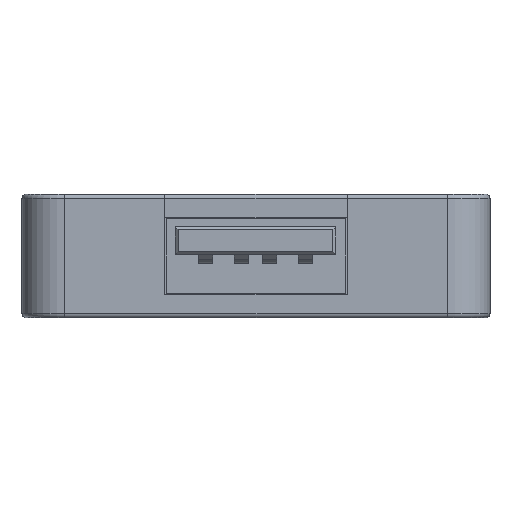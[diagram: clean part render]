
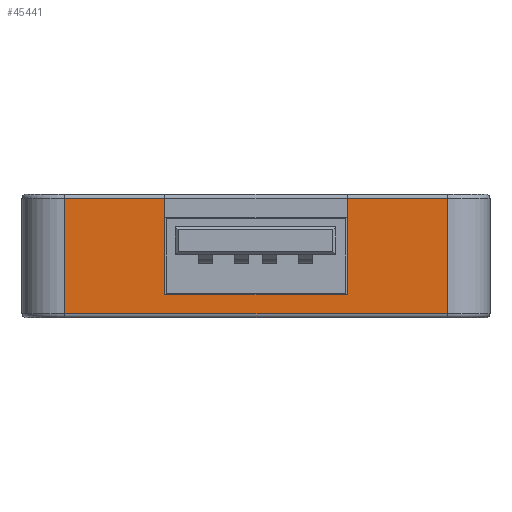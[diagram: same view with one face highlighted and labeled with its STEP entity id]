
A CAD part, left-side view. The second image highlights one B-rep face of the part: STEP entity #45441.
In plain terms, the highlighted planar face has unit normal (-1, 0, 0).
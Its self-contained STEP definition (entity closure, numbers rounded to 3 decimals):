
#6565=FACE_OUTER_BOUND('',#9393,.T.);
#9393=EDGE_LOOP('',(#40538,#40539,#40540,#40541,#40542,#40543,#40544,#40545));
#13763=LINE('',#78132,#18348);
#13767=LINE('',#78153,#18352);
#13777=LINE('',#78187,#18362);
#13784=LINE('',#78230,#18369);
#13785=LINE('',#78232,#18370);
#13793=LINE('',#78248,#18378);
#13839=LINE('',#78363,#18424);
#13840=LINE('',#78364,#18425);
#18348=VECTOR('',#62668,10.);
#18352=VECTOR('',#62694,10.);
#18362=VECTOR('',#62726,10.);
#18369=VECTOR('',#62779,10.);
#18370=VECTOR('',#62782,10.);
#18378=VECTOR('',#62796,10.);
#18424=VECTOR('',#62922,10.);
#18425=VECTOR('',#62923,10.);
#22340=VERTEX_POINT('',#78122);
#22342=VERTEX_POINT('',#78128);
#22349=VERTEX_POINT('',#78151);
#22362=VERTEX_POINT('',#78185);
#22372=VERTEX_POINT('',#78220);
#22374=VERTEX_POINT('',#78226);
#22380=VERTEX_POINT('',#78246);
#22409=VERTEX_POINT('',#78362);
#28382=EDGE_CURVE('',#22340,#22342,#13763,.T.);
#28393=EDGE_CURVE('',#22340,#22349,#13767,.T.);
#28409=EDGE_CURVE('',#22362,#22349,#13777,.T.);
#28431=EDGE_CURVE('',#22372,#22374,#13784,.T.);
#28432=EDGE_CURVE('',#22342,#22372,#13785,.T.);
#28440=EDGE_CURVE('',#22362,#22380,#13793,.T.);
#28496=EDGE_CURVE('',#22380,#22409,#13839,.T.);
#28497=EDGE_CURVE('',#22409,#22374,#13840,.T.);
#40538=ORIENTED_EDGE('',*,*,#28382,.F.);
#40539=ORIENTED_EDGE('',*,*,#28393,.T.);
#40540=ORIENTED_EDGE('',*,*,#28409,.F.);
#40541=ORIENTED_EDGE('',*,*,#28440,.T.);
#40542=ORIENTED_EDGE('',*,*,#28496,.T.);
#40543=ORIENTED_EDGE('',*,*,#28497,.T.);
#40544=ORIENTED_EDGE('',*,*,#28431,.F.);
#40545=ORIENTED_EDGE('',*,*,#28432,.F.);
#42875=PLANE('',#50412);
#45441=ADVANCED_FACE('',(#6565),#42875,.T.);
#50412=AXIS2_PLACEMENT_3D('',#78361,#62920,#62921);
#62668=DIRECTION('',(0.,1.,0.));
#62694=DIRECTION('',(0.,0.,1.));
#62726=DIRECTION('',(0.,-1.,0.));
#62779=DIRECTION('',(0.,-1.,0.));
#62782=DIRECTION('',(0.,0.,1.));
#62796=DIRECTION('',(0.,0.,-1.));
#62920=DIRECTION('center_axis',(-1.,0.,0.));
#62921=DIRECTION('ref_axis',(0.,-1.,0.));
#62922=DIRECTION('',(0.,1.,0.));
#62923=DIRECTION('',(0.,0.,1.));
#78122=CARTESIAN_POINT('',(72.2,-113.5,-3.12));
#78128=CARTESIAN_POINT('',(72.2,-86.5,-3.12));
#78132=CARTESIAN_POINT('',(72.2,-107.75,-3.12));
#78151=CARTESIAN_POINT('',(72.2,-113.5,5.));
#78153=CARTESIAN_POINT('',(72.2,-113.5,-3.42));
#78185=CARTESIAN_POINT('',(72.2,-106.425,5.));
#78187=CARTESIAN_POINT('',(72.2,-92.25,5.));
#78220=CARTESIAN_POINT('',(72.2,-86.5,5.));
#78226=CARTESIAN_POINT('',(72.2,-93.575,5.));
#78230=CARTESIAN_POINT('',(72.2,-92.25,5.));
#78232=CARTESIAN_POINT('',(72.2,-86.5,-3.42));
#78246=CARTESIAN_POINT('',(72.2,-106.425,-1.77));
#78248=CARTESIAN_POINT('',(72.2,-106.425,3.12));
#78361=CARTESIAN_POINT('Origin',(72.2,-100.,0.94));
#78362=CARTESIAN_POINT('',(72.2,-93.575,-1.77));
#78363=CARTESIAN_POINT('',(72.2,-106.425,-1.77));
#78364=CARTESIAN_POINT('',(72.2,-93.575,-1.77));
